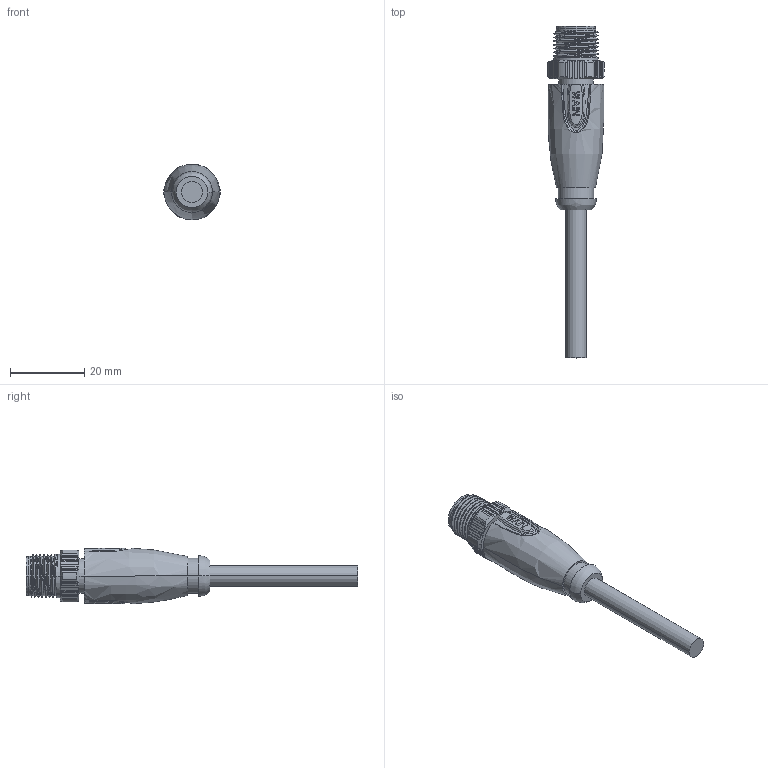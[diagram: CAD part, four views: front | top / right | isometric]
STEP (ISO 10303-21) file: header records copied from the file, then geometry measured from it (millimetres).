
FILE_DESCRIPTION((''),'2;1');
FILE_NAME('QQQ','2023-12-26T',('js.wu'),(''),'PRO/ENGINEER BY PARAMETRIC TECHNOLOGY CORPORATION, 2012480','PRO/ENGINEER BY PARAMETRIC TECHNOLOGY CORPORATION, 2012480','');
FILE_SCHEMA(('CONFIG_CONTROL_DESIGN'));
Length unit declared in the file: millimetre
Products named in the file (1): QQQ
Bounding box: 15.2 x 89.7 x 15 mm (x, y, z)
Volume: 7118.7 mm3; surface area: 4475.3 mm2
Topology: 1 solids, 1 shells, 360 faces, 977 edges, 638 vertices
Faces by surface type: plane 180, cylinder 130, cone 17, bspline 16, sphere 8, revolution 4, torus 4, extrusion 1
Entity records: 16899 total; most frequent: CARTESIAN_POINT 8521, ORIENTED_EDGE 1930, DIRECTION 1434, EDGE_CURVE 965, VERTEX_POINT 638, AXIS2_PLACEMENT_3D 535, B_SPLINE_CURVE_WITH_KNOTS 415, EDGE_LOOP 393
